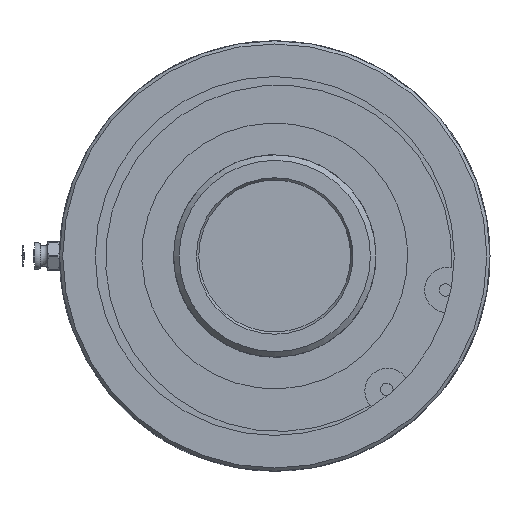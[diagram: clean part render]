
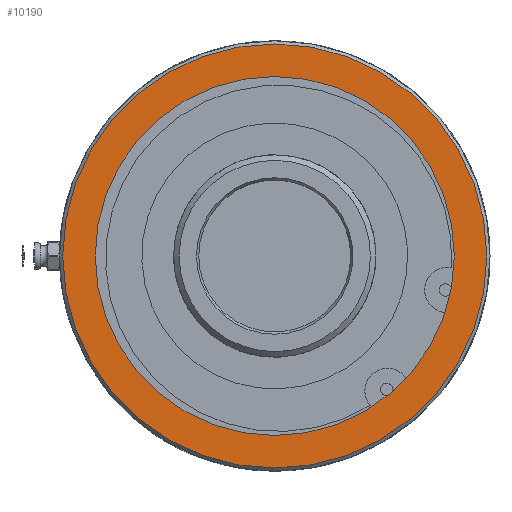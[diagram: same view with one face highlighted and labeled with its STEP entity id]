
A CAD part, left-side view. The second image highlights one B-rep face of the part: STEP entity #10190.
In plain terms, the highlighted planar face has unit normal (-1, 0, 0).
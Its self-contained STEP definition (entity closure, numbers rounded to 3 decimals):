
#525=PLANE('',#10953);
#586=FACE_BOUND('',#2237,.T.);
#1621=FACE_OUTER_BOUND('',#2236,.T.);
#2236=EDGE_LOOP('',(#9049));
#2237=EDGE_LOOP('',(#9050,#9051));
#2696=CIRCLE('',#10951,53.2);
#2697=CIRCLE('',#10954,45.035);
#2698=CIRCLE('',#10955,45.035);
#4707=VERTEX_POINT('',#28432);
#4708=VERTEX_POINT('',#28437);
#4709=VERTEX_POINT('',#28438);
#6176=EDGE_CURVE('',#4707,#4707,#2696,.T.);
#6177=EDGE_CURVE('',#4708,#4709,#2697,.T.);
#6178=EDGE_CURVE('',#4709,#4708,#2698,.T.);
#9049=ORIENTED_EDGE('',*,*,#6176,.F.);
#9050=ORIENTED_EDGE('',*,*,#6177,.T.);
#9051=ORIENTED_EDGE('',*,*,#6178,.T.);
#10190=ADVANCED_FACE('',(#1621,#586),#525,.F.);
#10951=AXIS2_PLACEMENT_3D('',#28434,#12876,#12877);
#10953=AXIS2_PLACEMENT_3D('',#28436,#12880,#12881);
#10954=AXIS2_PLACEMENT_3D('',#28439,#12882,#12883);
#10955=AXIS2_PLACEMENT_3D('',#28440,#12884,#12885);
#12876=DIRECTION('center_axis',(1.,0.,0.));
#12877=DIRECTION('ref_axis',(0.,-1.,0.));
#12880=DIRECTION('center_axis',(1.,0.,0.));
#12881=DIRECTION('ref_axis',(0.,0.,-1.));
#12882=DIRECTION('center_axis',(1.,0.,0.));
#12883=DIRECTION('ref_axis',(0.,1.,0.));
#12884=DIRECTION('center_axis',(1.,0.,0.));
#12885=DIRECTION('ref_axis',(0.,1.,0.));
#28432=CARTESIAN_POINT('',(2.,53.2,0.));
#28434=CARTESIAN_POINT('Origin',(2.,0.,0.));
#28436=CARTESIAN_POINT('Origin',(2.,27.,0.));
#28437=CARTESIAN_POINT('',(2.,45.035,0.));
#28438=CARTESIAN_POINT('',(2.,-45.035,0.));
#28439=CARTESIAN_POINT('Origin',(2.,0.,0.));
#28440=CARTESIAN_POINT('Origin',(2.,0.,0.));
